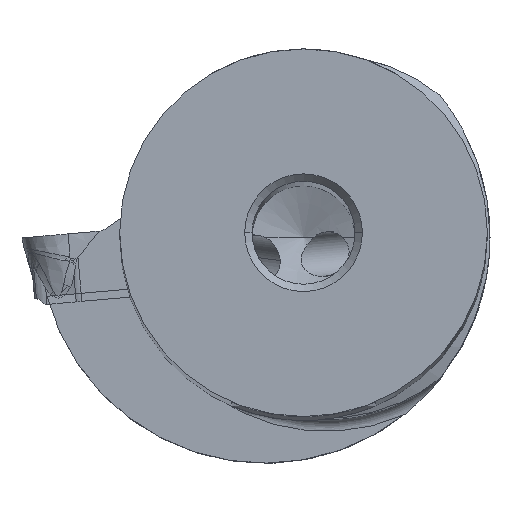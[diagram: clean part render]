
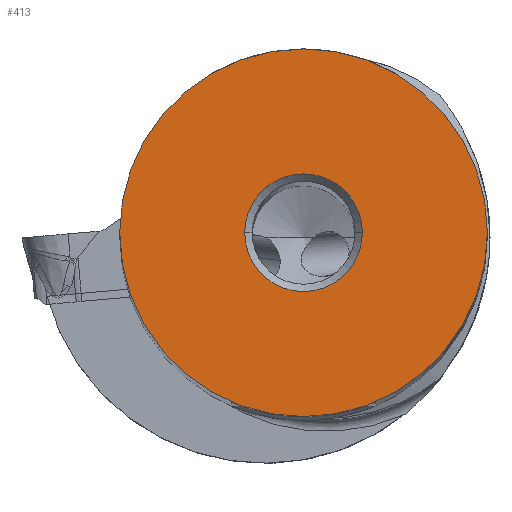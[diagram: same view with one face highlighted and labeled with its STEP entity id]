
A CAD part, top view. The second image highlights one B-rep face of the part: STEP entity #413.
In plain terms, the highlighted planar face has unit normal (0, 0, 1).
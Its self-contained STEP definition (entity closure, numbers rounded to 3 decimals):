
#43=FACE_BOUND('',#851,.T.);
#44=FACE_BOUND('',#852,.T.);
#123=PLANE('',#4102);
#413=ADVANCED_FACE('',(#43,#44),#123,.T.);
#851=EDGE_LOOP('',(#1932,#1933));
#852=EDGE_LOOP('',(#1934,#1935));
#1932=ORIENTED_EDGE('',*,*,#2944,.T.);
#1933=ORIENTED_EDGE('',*,*,#2945,.T.);
#1934=ORIENTED_EDGE('',*,*,#2943,.T.);
#1935=ORIENTED_EDGE('',*,*,#2941,.T.);
#2383=VERTEX_POINT('',#12673);
#2384=VERTEX_POINT('',#12675);
#2385=VERTEX_POINT('',#12681);
#2386=VERTEX_POINT('',#12682);
#2941=EDGE_CURVE('',#2384,#2383,#3389,.T.);
#2943=EDGE_CURVE('',#2383,#2384,#3390,.T.);
#2944=EDGE_CURVE('',#2385,#2386,#3391,.T.);
#2945=EDGE_CURVE('',#2386,#2385,#3392,.T.);
#3389=CIRCLE('',#4096,4.);
#3390=CIRCLE('',#4098,4.);
#3391=CIRCLE('',#4100,12.5);
#3392=CIRCLE('',#4101,12.5);
#4096=AXIS2_PLACEMENT_3D('',#12674,#4762,#4763);
#4098=AXIS2_PLACEMENT_3D('',#12678,#4767,#4768);
#4100=AXIS2_PLACEMENT_3D('',#12680,#4771,#4772);
#4101=AXIS2_PLACEMENT_3D('',#12683,#4773,#4774);
#4102=AXIS2_PLACEMENT_3D('',#12684,#4775,#4776);
#4762=DIRECTION('',(0.,0.,-1.));
#4763=DIRECTION('',(-1.,0.,0.));
#4767=DIRECTION('',(0.,0.,-1.));
#4768=DIRECTION('',(1.,0.,0.));
#4771=DIRECTION('',(0.,0.,1.));
#4772=DIRECTION('',(1.,0.,0.));
#4773=DIRECTION('',(0.,0.,1.));
#4774=DIRECTION('',(-1.,0.,0.));
#4775=DIRECTION('',(0.,0.,1.));
#4776=DIRECTION('',(-1.,0.,0.));
#12673=CARTESIAN_POINT('',(4.,0.,0.));
#12674=CARTESIAN_POINT('',(0.,0.,0.));
#12675=CARTESIAN_POINT('',(-4.,0.,0.));
#12678=CARTESIAN_POINT('',(0.,0.,0.));
#12680=CARTESIAN_POINT('',(0.,0.,0.));
#12681=CARTESIAN_POINT('',(12.5,0.,0.));
#12682=CARTESIAN_POINT('',(-12.5,0.,0.));
#12683=CARTESIAN_POINT('',(0.,0.,0.));
#12684=CARTESIAN_POINT('',(0.,0.,0.));
